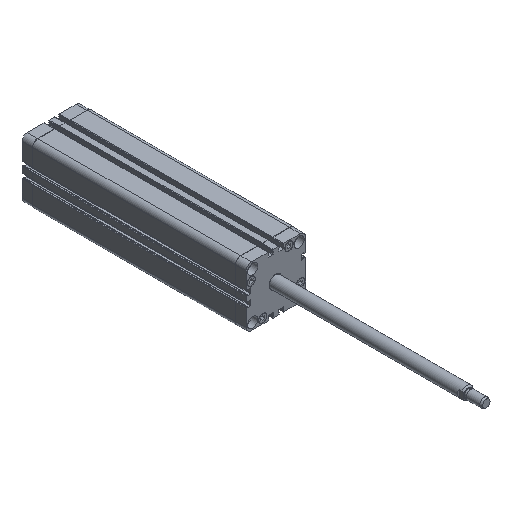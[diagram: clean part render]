
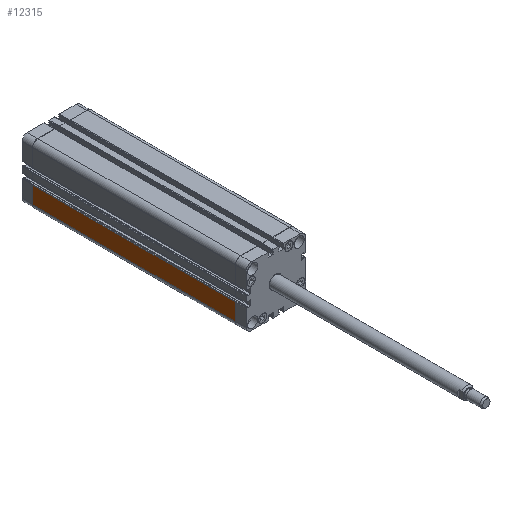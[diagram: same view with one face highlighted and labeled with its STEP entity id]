
A CAD part, isometric view. The second image highlights one B-rep face of the part: STEP entity #12315.
In plain terms, the highlighted planar face has unit normal (-1, 0, 0).
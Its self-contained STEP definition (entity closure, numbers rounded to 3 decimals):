
#8227=CARTESIAN_POINT('',(-40.,135.75,-33.));
#8228=VERTEX_POINT('',#8227);
#8236=CARTESIAN_POINT('',(-40.,135.75,-10.25));
#8237=VERTEX_POINT('',#8236);
#8238=CARTESIAN_POINT('',(-40.,135.75,-10.25));
#8239=DIRECTION('',(0.,0.0,-1.0));
#8240=VECTOR('',#8239,22.75);
#8241=LINE('',#8238,#8240);
#8242=EDGE_CURVE('',#8237,#8228,#8241,.T.);
#10765=CARTESIAN_POINT('',(-40.,-135.75,-10.25));
#10766=VERTEX_POINT('',#10765);
#10774=CARTESIAN_POINT('',(-40.,-135.75,-33.));
#10775=VERTEX_POINT('',#10774);
#10776=CARTESIAN_POINT('',(-40.,-135.75,-33.));
#10777=DIRECTION('',(0.,0.0,1.0));
#10778=VECTOR('',#10777,22.75);
#10779=LINE('',#10776,#10778);
#10780=EDGE_CURVE('',#10775,#10766,#10779,.T.);
#12288=CARTESIAN_POINT('',(-40.,-135.75,-10.25));
#12289=DIRECTION('',(0.0,1.0,0.0));
#12290=VECTOR('',#12289,271.5);
#12291=LINE('',#12288,#12290);
#12292=EDGE_CURVE('',#10766,#8237,#12291,.T.);
#12299=CARTESIAN_POINT('',(-40.,0.0,-10.25));
#12300=DIRECTION('',(-1.0,0.0,0.));
#12301=DIRECTION('',(0.,0.0,1.0));
#12302=AXIS2_PLACEMENT_3D('',#12299,#12300,#12301);
#12303=PLANE('',#12302);
#12304=ORIENTED_EDGE('',*,*,#8242,.T.);
#12305=CARTESIAN_POINT('',(-40.,-135.75,-33.));
#12306=DIRECTION('',(0.0,1.0,0.0));
#12307=VECTOR('',#12306,271.5);
#12308=LINE('',#12305,#12307);
#12309=EDGE_CURVE('',#10775,#8228,#12308,.T.);
#12310=ORIENTED_EDGE('',*,*,#12309,.F.);
#12311=ORIENTED_EDGE('',*,*,#10780,.T.);
#12312=ORIENTED_EDGE('',*,*,#12292,.T.);
#12313=EDGE_LOOP('',(#12304,#12310,#12311,#12312));
#12314=FACE_OUTER_BOUND('',#12313,.T.);
#12315=ADVANCED_FACE('',(#12314),#12303,.T.);
